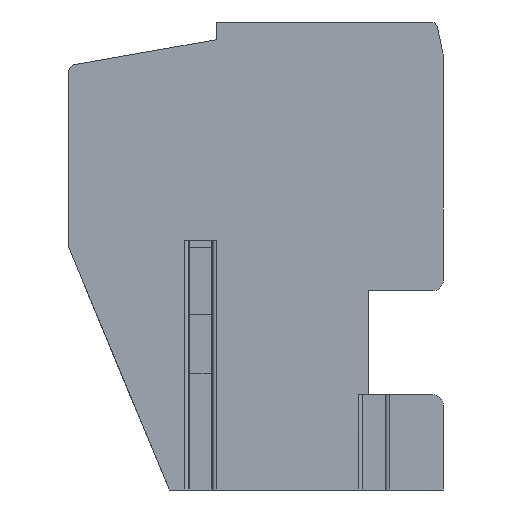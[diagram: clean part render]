
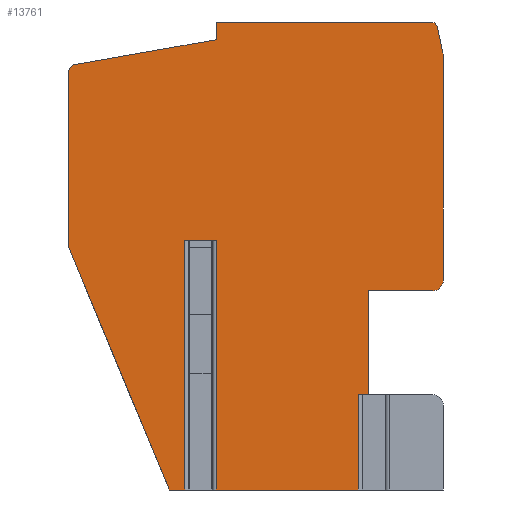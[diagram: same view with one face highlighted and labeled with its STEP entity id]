
A CAD part, left-side view. The second image highlights one B-rep face of the part: STEP entity #13761.
In plain terms, the highlighted planar face has unit normal (-1, 0, 0).
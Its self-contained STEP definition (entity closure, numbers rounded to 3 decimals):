
#18=DIRECTION('',(0.,0.,-1.));
#19=VECTOR('',#18,2.75);
#20=CARTESIAN_POINT('',(0.,-2.949,
-4.));
#21=LINE('',#20,#19);
#22=DIRECTION('',(0.,0.,-1.));
#23=VECTOR('',#22,7.2);
#24=CARTESIAN_POINT('',(0.,1.149,0.45));
#25=LINE('',#24,#23);
#26=DIRECTION('',(0.,1.,0.));
#27=VECTOR('',#26,0.901);
#28=CARTESIAN_POINT('',(0.,1.149,0.45));
#29=LINE('',#28,#27);
#30=DIRECTION('',(0.,0.,-1.));
#31=VECTOR('',#30,7.2);
#32=CARTESIAN_POINT('',(0.,2.05,0.45));
#33=LINE('',#32,#31);
#34=DIRECTION('',(0.,-0.383,-0.924));
#35=VECTOR('',#34,7.577);
#36=CARTESIAN_POINT('',(0.,5.4,0.25));
#37=LINE('',#36,#35);
#38=DIRECTION('',(0.,0.,1.));
#39=VECTOR('',#38,5.072);
#40=CARTESIAN_POINT('',(0.,5.4,0.25));
#41=LINE('',#40,#39);
#42=CARTESIAN_POINT('',(0.,5.2,5.322));
#43=DIRECTION('',(1.,0.,0.));
#44=DIRECTION('',(0.,1.,0.));
#45=AXIS2_PLACEMENT_3D('',#42,#43,#44);
#47=DIRECTION('',(0.,-0.985,0.174));
#48=VECTOR('',#47,4.148);
#49=CARTESIAN_POINT('',(0.,5.235,5.519));
#50=LINE('',#49,#48);
#51=DIRECTION('',(0.,0.,1.));
#52=VECTOR('',#51,0.511);
#53=CARTESIAN_POINT('',(0.,1.15,6.239));
#54=LINE('',#53,#52);
#55=DIRECTION('',(0.,-1.,0.));
#56=VECTOR('',#55,6.188);
#57=CARTESIAN_POINT('',(0.,1.15,6.75));
#58=LINE('',#57,#56);
#59=CARTESIAN_POINT('',(0.,-5.038,6.55));
#60=DIRECTION('',(1.,0.,0.));
#61=DIRECTION('',(0.,0.,1.));
#62=AXIS2_PLACEMENT_3D('',#59,#60,#61);
#64=DIRECTION('',(0.,-0.208,-0.978));
#65=VECTOR('',#64,0.747);
#66=CARTESIAN_POINT('',(0.,-5.234,6.592));
#67=LINE('',#66,#65);
#68=CARTESIAN_POINT('',(0.,-4.9,5.757));
#69=DIRECTION('',(1.,0.,0.));
#70=DIRECTION('',(0.,-0.978,0.208));
#71=AXIS2_PLACEMENT_3D('',#68,#69,#70);
#73=DIRECTION('',(0.,0.,-1.));
#74=VECTOR('',#73,6.457);
#75=CARTESIAN_POINT('',(0.,-5.4,5.757));
#76=LINE('',#75,#74);
#77=CARTESIAN_POINT('',(0.,-5.1,-0.7));
#78=DIRECTION('',(1.,0.,0.));
#79=DIRECTION('',(0.,-1.,0.));
#80=AXIS2_PLACEMENT_3D('',#77,#78,#79);
#82=DIRECTION('',(0.,1.,0.));
#83=VECTOR('',#82,1.85);
#84=CARTESIAN_POINT('',(0.,-5.1,-1.));
#85=LINE('',#84,#83);
#86=DIRECTION('',(0.,0.,-1.));
#87=VECTOR('',#86,3.);
#88=CARTESIAN_POINT('',(0.,-3.25,-1.));
#89=LINE('',#88,#87);
#90=DIRECTION('',(0.,-1.,0.));
#91=VECTOR('',#90,0.301);
#92=CARTESIAN_POINT('',(0.,-2.949,
-4.));
#93=LINE('',#92,#91);
#339=DIRECTION('',(0.,-1.,0.));
#340=VECTOR('',#339,0.45);
#341=CARTESIAN_POINT('',(0.,2.5,-6.75));
#342=LINE('',#341,#340);
#375=DIRECTION('',(0.,-1.,0.));
#376=VECTOR('',#375,4.099);
#377=CARTESIAN_POINT('',(0.,1.149,
-6.75));
#378=LINE('',#377,#376);
#10613=CARTESIAN_POINT('',(0.,5.4,5.322));
#10614=CARTESIAN_POINT('',(0.,5.235,5.519));
#10615=VERTEX_POINT('',#10613);
#10616=VERTEX_POINT('',#10614);
#10617=CARTESIAN_POINT('',(0.,1.15,6.239));
#10618=VERTEX_POINT('',#10617);
#10619=CARTESIAN_POINT('',(0.,1.15,6.75));
#10620=VERTEX_POINT('',#10619);
#10621=CARTESIAN_POINT('',(0.,-5.038,6.75));
#10622=VERTEX_POINT('',#10621);
#10623=CARTESIAN_POINT('',(0.,-5.234,6.592));
#10624=VERTEX_POINT('',#10623);
#10625=CARTESIAN_POINT('',(0.,-5.389,5.86));
#10626=VERTEX_POINT('',#10625);
#10627=CARTESIAN_POINT('',(0.,-5.4,5.757));
#10628=VERTEX_POINT('',#10627);
#10629=CARTESIAN_POINT('',(0.,-5.4,-0.7));
#10630=VERTEX_POINT('',#10629);
#10631=CARTESIAN_POINT('',(0.,-5.1,-1.));
#10632=VERTEX_POINT('',#10631);
#10633=CARTESIAN_POINT('',(0.,-3.25,-1.));
#10634=VERTEX_POINT('',#10633);
#11775=CARTESIAN_POINT('',(0.,5.4,0.25));
#11776=VERTEX_POINT('',#11775);
#11807=CARTESIAN_POINT('',(0.,1.149,
0.45));
#11808=CARTESIAN_POINT('',(0.,2.05,
0.45));
#11809=VERTEX_POINT('',#11807);
#11810=VERTEX_POINT('',#11808);
#11811=CARTESIAN_POINT('',(0.,1.149,
-6.75));
#11812=VERTEX_POINT('',#11811);
#11813=CARTESIAN_POINT('',(0.,2.05,
-6.75));
#11814=VERTEX_POINT('',#11813);
#11827=CARTESIAN_POINT('',(0.,2.5,-6.75));
#11828=VERTEX_POINT('',#11827);
#11839=CARTESIAN_POINT('',(0.,-2.949,
-4.));
#11840=CARTESIAN_POINT('',(0.,-2.949,
-6.75));
#11841=VERTEX_POINT('',#11839);
#11842=VERTEX_POINT('',#11840);
#11843=CARTESIAN_POINT('',(0.,-3.25,-4.));
#11844=VERTEX_POINT('',#11843);
#13714=CARTESIAN_POINT('',(0.,0.,0.));
#13715=DIRECTION('',(1.,0.,0.));
#13716=DIRECTION('',(0.,0.,-1.));
#13717=AXIS2_PLACEMENT_3D('',#13714,#13715,#13716);
#13718=PLANE('',#13717);
#13720=ORIENTED_EDGE('',*,*,#13719,.T.);
#13722=ORIENTED_EDGE('',*,*,#13721,.F.);
#13724=ORIENTED_EDGE('',*,*,#13723,.F.);
#13726=ORIENTED_EDGE('',*,*,#13725,.T.);
#13728=ORIENTED_EDGE('',*,*,#13727,.T.);
#13730=ORIENTED_EDGE('',*,*,#13729,.F.);
#13732=ORIENTED_EDGE('',*,*,#13731,.F.);
#13734=ORIENTED_EDGE('',*,*,#13733,.T.);
#13736=ORIENTED_EDGE('',*,*,#13735,.T.);
#13738=ORIENTED_EDGE('',*,*,#13737,.T.);
#13740=ORIENTED_EDGE('',*,*,#13739,.T.);
#13742=ORIENTED_EDGE('',*,*,#13741,.T.);
#13744=ORIENTED_EDGE('',*,*,#13743,.T.);
#13746=ORIENTED_EDGE('',*,*,#13745,.T.);
#13748=ORIENTED_EDGE('',*,*,#13747,.T.);
#13750=ORIENTED_EDGE('',*,*,#13749,.T.);
#13752=ORIENTED_EDGE('',*,*,#13751,.T.);
#13754=ORIENTED_EDGE('',*,*,#13753,.T.);
#13756=ORIENTED_EDGE('',*,*,#13755,.T.);
#13758=ORIENTED_EDGE('',*,*,#13757,.F.);
#13759=EDGE_LOOP('',(#13720,#13722,#13724,#13726,#13728,#13730,#13732,#13734,
#13736,#13738,#13740,#13742,#13744,#13746,#13748,#13750,#13752,#13754,#13756,
#13758));
#13760=FACE_OUTER_BOUND('',#13759,.F.);
#13761=ADVANCED_FACE('',(#13760),#13718,.F.);
#46=CIRCLE('',#45,0.2);
#63=CIRCLE('',#62,0.2);
#72=CIRCLE('',#71,0.5);
#81=CIRCLE('',#80,0.3);
#13719=EDGE_CURVE('',#11841,#11842,#21,.T.);
#13721=EDGE_CURVE('',#11812,#11842,#378,.T.);
#13723=EDGE_CURVE('',#11809,#11812,#25,.T.);
#13725=EDGE_CURVE('',#11809,#11810,#29,.T.);
#13727=EDGE_CURVE('',#11810,#11814,#33,.T.);
#13729=EDGE_CURVE('',#11828,#11814,#342,.T.);
#13731=EDGE_CURVE('',#11776,#11828,#37,.T.);
#13733=EDGE_CURVE('',#11776,#10615,#41,.T.);
#13735=EDGE_CURVE('',#10615,#10616,#46,.T.);
#13737=EDGE_CURVE('',#10616,#10618,#50,.T.);
#13739=EDGE_CURVE('',#10618,#10620,#54,.T.);
#13741=EDGE_CURVE('',#10620,#10622,#58,.T.);
#13743=EDGE_CURVE('',#10622,#10624,#63,.T.);
#13745=EDGE_CURVE('',#10624,#10626,#67,.T.);
#13747=EDGE_CURVE('',#10626,#10628,#72,.T.);
#13749=EDGE_CURVE('',#10628,#10630,#76,.T.);
#13751=EDGE_CURVE('',#10630,#10632,#81,.T.);
#13753=EDGE_CURVE('',#10632,#10634,#85,.T.);
#13755=EDGE_CURVE('',#10634,#11844,#89,.T.);
#13757=EDGE_CURVE('',#11841,#11844,#93,.T.);
